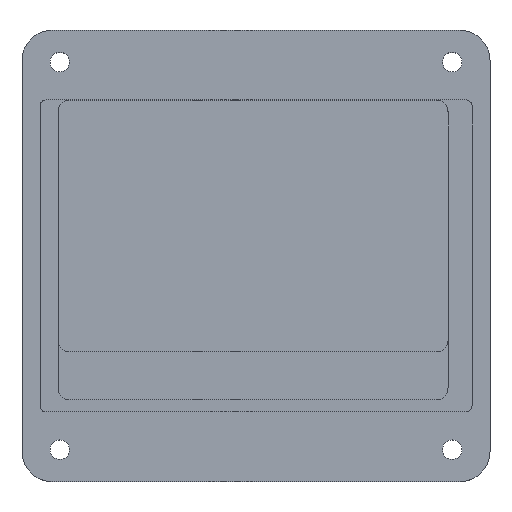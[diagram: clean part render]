
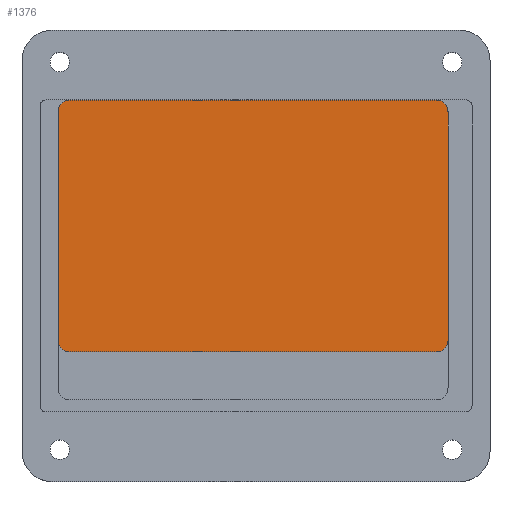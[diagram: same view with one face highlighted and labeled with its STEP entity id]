
A CAD part, top view. The second image highlights one B-rep face of the part: STEP entity #1376.
In plain terms, the highlighted planar face has unit normal (0, 0, 1).
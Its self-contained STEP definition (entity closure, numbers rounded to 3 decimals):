
#1215 = VERTEX_POINT('',#1216);
#1216 = CARTESIAN_POINT('',(-31.,26.,2.));
#1222 = EDGE_CURVE('',#1215,#1223,#1225,.T.);
#1223 = VERTEX_POINT('',#1224);
#1224 = CARTESIAN_POINT('',(30.,26.,2.));
#1225 = LINE('',#1226,#1227);
#1226 = CARTESIAN_POINT('',(-31.,26.,2.));
#1227 = VECTOR('',#1228,1.);
#1228 = DIRECTION('',(1.,0.,0.));
#1246 = EDGE_CURVE('',#1215,#1247,#1249,.T.);
#1247 = VERTEX_POINT('',#1248);
#1248 = CARTESIAN_POINT('',(-33.,24.,2.));
#1249 = CIRCLE('',#1250,2.);
#1250 = AXIS2_PLACEMENT_3D('',#1251,#1252,#1253);
#1251 = CARTESIAN_POINT('',(-31.,24.,2.));
#1252 = DIRECTION('',(0.,0.,1.));
#1253 = DIRECTION('',(1.,0.,0.));
#1308 = VERTEX_POINT('',#1309);
#1309 = CARTESIAN_POINT('',(-33.,-14.,2.));
#1315 = EDGE_CURVE('',#1308,#1247,#1316,.T.);
#1316 = LINE('',#1317,#1318);
#1317 = CARTESIAN_POINT('',(-33.,-14.,2.));
#1318 = VECTOR('',#1319,1.);
#1319 = DIRECTION('',(0.,1.,0.));
#1332 = VERTEX_POINT('',#1333);
#1333 = CARTESIAN_POINT('',(32.,24.,2.));
#1339 = EDGE_CURVE('',#1332,#1340,#1342,.T.);
#1340 = VERTEX_POINT('',#1341);
#1341 = CARTESIAN_POINT('',(32.,-14.,2.));
#1342 = LINE('',#1343,#1344);
#1343 = CARTESIAN_POINT('',(32.,24.,2.));
#1344 = VECTOR('',#1345,1.);
#1345 = DIRECTION('',(0.,-1.,0.));
#1363 = EDGE_CURVE('',#1332,#1223,#1364,.T.);
#1364 = CIRCLE('',#1365,2.);
#1365 = AXIS2_PLACEMENT_3D('',#1366,#1367,#1368);
#1366 = CARTESIAN_POINT('',(30.,24.,2.));
#1367 = DIRECTION('',(0.,0.,1.));
#1368 = DIRECTION('',(1.,0.,0.));
#1376 = ADVANCED_FACE('',(#1377),#1408,.T.);
#1377 = FACE_BOUND('',#1378,.T.);
#1378 = EDGE_LOOP('',(#1379,#1380,#1381,#1390,#1398,#1405,#1406,#1407));
#1379 = ORIENTED_EDGE('',*,*,#1246,.T.);
#1380 = ORIENTED_EDGE('',*,*,#1315,.F.);
#1381 = ORIENTED_EDGE('',*,*,#1382,.T.);
#1382 = EDGE_CURVE('',#1308,#1383,#1385,.T.);
#1383 = VERTEX_POINT('',#1384);
#1384 = CARTESIAN_POINT('',(-31.,-16.,2.));
#1385 = CIRCLE('',#1386,2.);
#1386 = AXIS2_PLACEMENT_3D('',#1387,#1388,#1389);
#1387 = CARTESIAN_POINT('',(-31.,-14.,2.));
#1388 = DIRECTION('',(0.,0.,1.));
#1389 = DIRECTION('',(1.,0.,0.));
#1390 = ORIENTED_EDGE('',*,*,#1391,.F.);
#1391 = EDGE_CURVE('',#1392,#1383,#1394,.T.);
#1392 = VERTEX_POINT('',#1393);
#1393 = CARTESIAN_POINT('',(30.,-16.,2.));
#1394 = LINE('',#1395,#1396);
#1395 = CARTESIAN_POINT('',(30.,-16.,2.));
#1396 = VECTOR('',#1397,1.);
#1397 = DIRECTION('',(-1.,0.,0.));
#1398 = ORIENTED_EDGE('',*,*,#1399,.T.);
#1399 = EDGE_CURVE('',#1392,#1340,#1400,.T.);
#1400 = CIRCLE('',#1401,2.);
#1401 = AXIS2_PLACEMENT_3D('',#1402,#1403,#1404);
#1402 = CARTESIAN_POINT('',(30.,-14.,2.));
#1403 = DIRECTION('',(0.,0.,1.));
#1404 = DIRECTION('',(1.,0.,0.));
#1405 = ORIENTED_EDGE('',*,*,#1339,.F.);
#1406 = ORIENTED_EDGE('',*,*,#1363,.T.);
#1407 = ORIENTED_EDGE('',*,*,#1222,.F.);
#1408 = PLANE('',#1409);
#1409 = AXIS2_PLACEMENT_3D('',#1410,#1411,#1412);
#1410 = CARTESIAN_POINT('',(-0.5,5.,2.));
#1411 = DIRECTION('',(0.,0.,1.));
#1412 = DIRECTION('',(1.,0.,0.));
